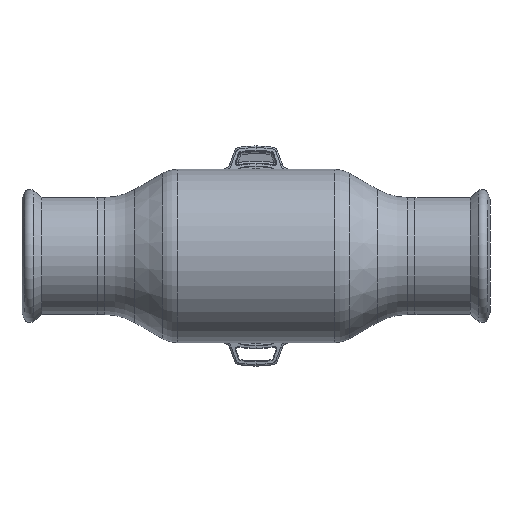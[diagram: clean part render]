
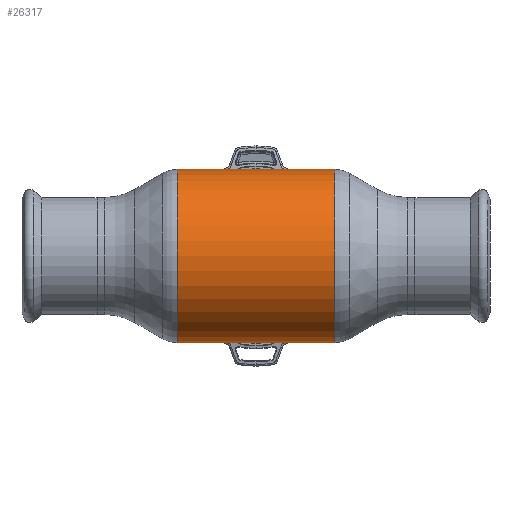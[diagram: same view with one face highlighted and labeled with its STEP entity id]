
A CAD part, front view. The second image highlights one B-rep face of the part: STEP entity #26317.
In plain terms, the highlighted cylindrical face has radius 42.5 mm (diameter 85 mm), a partial arc.
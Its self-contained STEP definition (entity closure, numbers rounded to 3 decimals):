
#2812 = VECTOR ( 'NONE', #4465, 1000. ) ;
#3332 = DIRECTION ( 'NONE',  ( -1., 0., 0. ) ) ;
#3992 = ORIENTED_EDGE ( 'NONE', *, *, #5751, .F. ) ;
#4277 = DIRECTION ( 'NONE',  ( 0., 0., 1. ) ) ;
#4425 = EDGE_CURVE ( 'NONE', #32141, #19021, #27586, .T. ) ;
#4465 = DIRECTION ( 'NONE',  ( -1., 0., 0. ) ) ;
#4796 = CARTESIAN_POINT ( 'NONE',  ( -62.69, 0., 0. ) ) ;
#5555 = AXIS2_PLACEMENT_3D ( 'NONE', #15113, #20707, #31048 ) ;
#5751 = EDGE_CURVE ( 'NONE', #26252, #32141, #11734, .T. ) ;
#6794 = CARTESIAN_POINT ( 'NONE',  ( -38.749, 0., 0. ) ) ;
#10436 = VERTEX_POINT ( 'NONE', #27683 ) ;
#11561 = CARTESIAN_POINT ( 'NONE',  ( -62.69, 0., -42.5 ) ) ;
#11734 = LINE ( 'NONE', #11561, #2812 ) ;
#12091 = CARTESIAN_POINT ( 'NONE',  ( -38.749, 0., -42.5 ) ) ;
#12813 = AXIS2_PLACEMENT_3D ( 'NONE', #4796, #32855, #22886 ) ;
#13630 = CIRCLE ( 'NONE', #5555, 42.5 ) ;
#15076 = FACE_OUTER_BOUND ( 'NONE', #25285, .T. ) ;
#15113 = CARTESIAN_POINT ( 'NONE',  ( 38.749, 0., 0. ) ) ;
#17384 = VECTOR ( 'NONE', #3332, 1000. ) ;
#17764 = CYLINDRICAL_SURFACE ( 'NONE', #12813, 42.5 ) ;
#18641 = CARTESIAN_POINT ( 'NONE',  ( 38.749, 0., -42.5 ) ) ;
#19021 = VERTEX_POINT ( 'NONE', #21947 ) ;
#19208 = ORIENTED_EDGE ( 'NONE', *, *, #4425, .F. ) ;
#20707 = DIRECTION ( 'NONE',  ( -1., 0., 0. ) ) ;
#21165 = EDGE_CURVE ( 'NONE', #10436, #19021, #31745, .T. ) ;
#21213 = ORIENTED_EDGE ( 'NONE', *, *, #21165, .T. ) ;
#21947 = CARTESIAN_POINT ( 'NONE',  ( -38.749, 0., 42.5 ) ) ;
#22886 = DIRECTION ( 'NONE',  ( 0., 0., 1. ) ) ;
#23629 = CARTESIAN_POINT ( 'NONE',  ( -62.69, 0., 42.5 ) ) ;
#25285 = EDGE_LOOP ( 'NONE', ( #3992, #27487, #21213, #19208 ) ) ;
#26252 = VERTEX_POINT ( 'NONE', #18641 ) ;
#26317 = ADVANCED_FACE ( 'NONE', ( #15076 ), #17764, .T. ) ;
#27439 = DIRECTION ( 'NONE',  ( -1., 0., 0. ) ) ;
#27487 = ORIENTED_EDGE ( 'NONE', *, *, #30021, .T. ) ;
#27586 = CIRCLE ( 'NONE', #31882, 42.5 ) ;
#27683 = CARTESIAN_POINT ( 'NONE',  ( 38.749, 0., 42.5 ) ) ;
#30021 = EDGE_CURVE ( 'NONE', #26252, #10436, #13630, .T. ) ;
#31048 = DIRECTION ( 'NONE',  ( 0., 0., 1. ) ) ;
#31745 = LINE ( 'NONE', #23629, #17384 ) ;
#31882 = AXIS2_PLACEMENT_3D ( 'NONE', #6794, #27439, #4277 ) ;
#32141 = VERTEX_POINT ( 'NONE', #12091 ) ;
#32855 = DIRECTION ( 'NONE',  ( -1., 0., 0. ) ) ;
